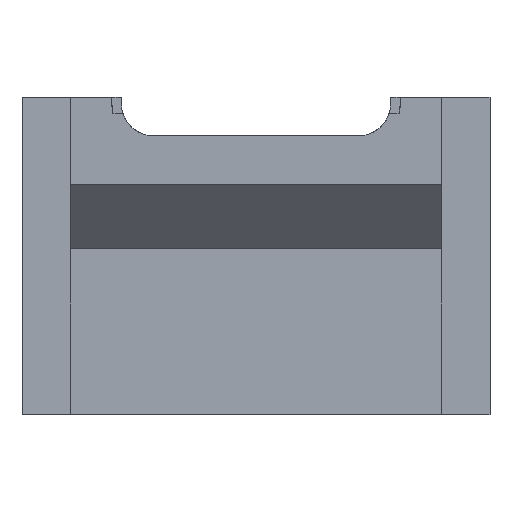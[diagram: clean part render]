
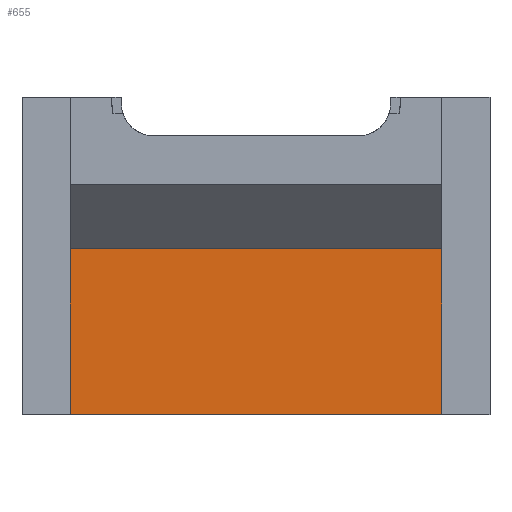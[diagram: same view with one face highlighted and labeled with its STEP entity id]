
A CAD part, front view. The second image highlights one B-rep face of the part: STEP entity #655.
In plain terms, the highlighted planar face has unit normal (0, -1, 0).
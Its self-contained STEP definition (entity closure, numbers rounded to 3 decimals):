
#43=FACE_OUTER_BOUND('',#77,.T.);
#77=EDGE_LOOP('',(#469,#470,#471,#472));
#106=LINE('',#932,#188);
#111=LINE('',#942,#193);
#117=LINE('',#955,#199);
#134=LINE('',#988,#216);
#188=VECTOR('',#750,10.);
#193=VECTOR('',#757,10.);
#199=VECTOR('',#765,10.);
#216=VECTOR('',#794,10.);
#267=VERTEX_POINT('',#925);
#270=VERTEX_POINT('',#930);
#274=VERTEX_POINT('',#940);
#280=VERTEX_POINT('',#953);
#334=EDGE_CURVE('',#267,#270,#106,.T.);
#339=EDGE_CURVE('',#270,#274,#111,.T.);
#345=EDGE_CURVE('',#280,#274,#117,.T.);
#362=EDGE_CURVE('',#267,#280,#134,.T.);
#469=ORIENTED_EDGE('',*,*,#334,.T.);
#470=ORIENTED_EDGE('',*,*,#339,.T.);
#471=ORIENTED_EDGE('',*,*,#345,.F.);
#472=ORIENTED_EDGE('',*,*,#362,.F.);
#627=PLANE('',#703);
#655=ADVANCED_FACE('',(#43),#627,.T.);
#703=AXIS2_PLACEMENT_3D('',#987,#792,#793);
#750=DIRECTION('',(-1.,0.,0.));
#757=DIRECTION('',(0.,0.,-1.));
#765=DIRECTION('',(-1.,0.,0.));
#792=DIRECTION('center_axis',(0.,-1.,0.));
#793=DIRECTION('ref_axis',(-1.,0.,0.));
#794=DIRECTION('',(0.,0.,-1.));
#925=CARTESIAN_POINT('',(44.8,-3.9,7.179));
#930=CARTESIAN_POINT('',(33.2,-3.9,7.179));
#932=CARTESIAN_POINT('',(39.,-3.9,7.179));
#940=CARTESIAN_POINT('',(33.2,-3.9,2.));
#942=CARTESIAN_POINT('',(33.2,-3.9,16.5));
#953=CARTESIAN_POINT('',(44.8,-3.9,2.));
#955=CARTESIAN_POINT('',(44.8,-3.9,2.));
#987=CARTESIAN_POINT('Origin',(44.8,-3.9,16.5));
#988=CARTESIAN_POINT('',(44.8,-3.9,16.5));
